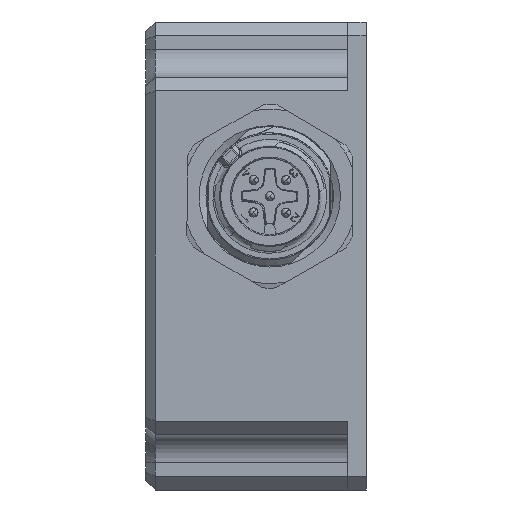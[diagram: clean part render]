
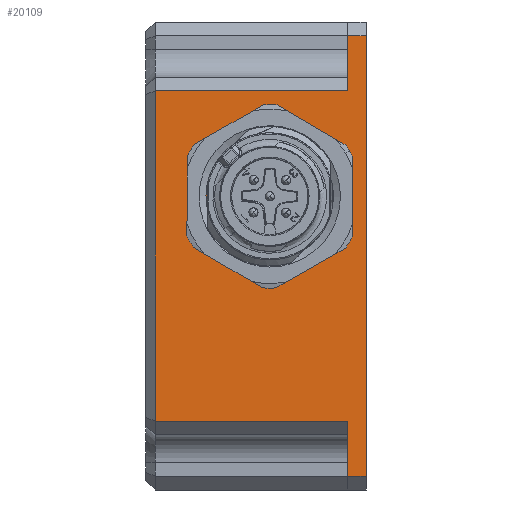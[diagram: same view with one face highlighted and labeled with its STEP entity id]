
A CAD part, left-side view. The second image highlights one B-rep face of the part: STEP entity #20109.
In plain terms, the highlighted face is planar.
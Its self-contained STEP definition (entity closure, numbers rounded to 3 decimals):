
#98 = CARTESIAN_POINT ( 'NONE',  ( -6.52, 27., 2.7 ) ) ;
#234 = VECTOR ( 'NONE', #25053, 1000. ) ;
#305 = VERTEX_POINT ( 'NONE', #23344 ) ;
#633 = VECTOR ( 'NONE', #8354, 1000. ) ;
#900 = ORIENTED_EDGE ( 'NONE', *, *, #13384, .F. ) ;
#950 = VECTOR ( 'NONE', #26373, 1000. ) ;
#1033 = CARTESIAN_POINT ( 'NONE',  ( -21., 27., 21. ) ) ;
#1065 = EDGE_CURVE ( 'NONE', #32150, #11866, #6034, .T. ) ;
#1276 = ORIENTED_EDGE ( 'NONE', *, *, #1453, .T. ) ;
#1453 = EDGE_CURVE ( 'NONE', #2375, #26878, #5615, .T. ) ;
#1709 = CARTESIAN_POINT ( 'NONE',  ( 15., 27., 16. ) ) ;
#1740 = EDGE_CURVE ( 'NONE', #10635, #25066, #21744, .T. ) ;
#1854 = ORIENTED_EDGE ( 'NONE', *, *, #32485, .T. ) ;
#1932 = EDGE_CURVE ( 'NONE', #25955, #18602, #3513, .T. ) ;
#1948 = EDGE_LOOP ( 'NONE', ( #32064, #7321, #33258, #17702, #18514, #10118, #19543, #22981 ) ) ;
#2236 = DIRECTION ( 'NONE',  ( 0., -1., 0. ) ) ;
#2375 = VERTEX_POINT ( 'NONE', #26618 ) ;
#2442 = LINE ( 'NONE', #24449, #9469 ) ;
#2552 = CARTESIAN_POINT ( 'NONE',  ( -13.535, 27., 1.001 ) ) ;
#2736 = DIRECTION ( 'NONE',  ( -1., 0., 0. ) ) ;
#3513 = LINE ( 'NONE', #17139, #23814 ) ;
#3575 = VERTEX_POINT ( 'NONE', #16860 ) ;
#3580 = PLANE ( 'NONE',  #33864 ) ;
#3791 = VECTOR ( 'NONE', #13321, 1000. ) ;
#3982 = EDGE_CURVE ( 'NONE', #5037, #2375, #9603, .T. ) ;
#4957 = CARTESIAN_POINT ( 'NONE',  ( 15., 27., -1. ) ) ;
#4964 = EDGE_CURVE ( 'NONE', #305, #28336, #12951, .T. ) ;
#5037 = VERTEX_POINT ( 'NONE', #11077 ) ;
#5307 = LINE ( 'NONE', #1709, #29363 ) ;
#5615 = LINE ( 'NONE', #25168, #234 ) ;
#5652 = VERTEX_POINT ( 'NONE', #4957 ) ;
#5681 = CARTESIAN_POINT ( 'NONE',  ( 21., 27., -3. ) ) ;
#5712 = VERTEX_POINT ( 'NONE', #34188 ) ;
#5913 = CARTESIAN_POINT ( 'NONE',  ( 22.5, 27., -1. ) ) ;
#6034 = CIRCLE ( 'NONE', #6152, 2. ) ;
#6152 = AXIS2_PLACEMENT_3D ( 'NONE', #18118, #2236, #20742 ) ;
#6632 = EDGE_CURVE ( 'NONE', #305, #5712, #33978, .T. ) ;
#6942 = AXIS2_PLACEMENT_3D ( 'NONE', #14108, #32674, #16777 ) ;
#7321 = ORIENTED_EDGE ( 'NONE', *, *, #26232, .T. ) ;
#7327 = ORIENTED_EDGE ( 'NONE', *, *, #3982, .T. ) ;
#7586 = CARTESIAN_POINT ( 'NONE',  ( -27., 27., -3. ) ) ;
#8354 = DIRECTION ( 'NONE',  ( 0., 0., -1. ) ) ;
#8578 = DIRECTION ( 'NONE',  ( -1., 0., 0. ) ) ;
#9270 = ORIENTED_EDGE ( 'NONE', *, *, #14402, .T. ) ;
#9469 = VECTOR ( 'NONE', #8578, 1000. ) ;
#9603 = LINE ( 'NONE', #1033, #23725 ) ;
#10118 = ORIENTED_EDGE ( 'NONE', *, *, #1065, .T. ) ;
#10236 = DIRECTION ( 'NONE',  ( 0., 0., 1. ) ) ;
#10635 = VERTEX_POINT ( 'NONE', #26423 ) ;
#10744 = DIRECTION ( 'NONE',  ( 0., 0., -1. ) ) ;
#11073 = AXIS2_PLACEMENT_3D ( 'NONE', #98, #18629, #2736 ) ;
#11077 = CARTESIAN_POINT ( 'NONE',  ( -21., 27., -1. ) ) ;
#11820 = CARTESIAN_POINT ( 'NONE',  ( 15., 27., 20. ) ) ;
#11866 = VERTEX_POINT ( 'NONE', #24566 ) ;
#11996 = DIRECTION ( 'NONE',  ( 0., -1., 0. ) ) ;
#12048 = AXIS2_PLACEMENT_3D ( 'NONE', #30121, #14210, #10744 ) ;
#12696 = VERTEX_POINT ( 'NONE', #27873 ) ;
#12951 = CIRCLE ( 'NONE', #12048, 7.65 ) ;
#13321 = DIRECTION ( 'NONE',  ( -1., 0., 0. ) ) ;
#13384 = EDGE_CURVE ( 'NONE', #5037, #12696, #2442, .T. ) ;
#13411 = CARTESIAN_POINT ( 'NONE',  ( -9.5, 27., 7.5 ) ) ;
#13878 = LINE ( 'NONE', #7586, #20079 ) ;
#14108 = CARTESIAN_POINT ( 'NONE',  ( -12.48, 27., 2.7 ) ) ;
#14210 = DIRECTION ( 'NONE',  ( 0., 1., 0. ) ) ;
#14224 = CARTESIAN_POINT ( 'NONE',  ( 22.5, 27., 16. ) ) ;
#14402 = EDGE_CURVE ( 'NONE', #26878, #5652, #5307, .T. ) ;
#14912 = CARTESIAN_POINT ( 'NONE',  ( -6.52, 27., 0.7 ) ) ;
#16074 = DIRECTION ( 'NONE',  ( 0., 0., -1. ) ) ;
#16777 = DIRECTION ( 'NONE',  ( -1., 0., 0. ) ) ;
#16860 = CARTESIAN_POINT ( 'NONE',  ( -27., 27., -3. ) ) ;
#16910 = DIRECTION ( 'NONE',  ( -1., 0., 0. ) ) ;
#17046 = CARTESIAN_POINT ( 'NONE',  ( -5.465, 27., 1.001 ) ) ;
#17139 = CARTESIAN_POINT ( 'NONE',  ( -1.113, 27., 0.7 ) ) ;
#17568 = DIRECTION ( 'NONE',  ( 0., 0., -1. ) ) ;
#17702 = ORIENTED_EDGE ( 'NONE', *, *, #6632, .T. ) ;
#17882 = LINE ( 'NONE', #26666, #3791 ) ;
#18118 = CARTESIAN_POINT ( 'NONE',  ( -12.48, 27., 12.3 ) ) ;
#18514 = ORIENTED_EDGE ( 'NONE', *, *, #29135, .F. ) ;
#18602 = VERTEX_POINT ( 'NONE', #28731 ) ;
#18629 = DIRECTION ( 'NONE',  ( 0., -1., 0. ) ) ;
#19543 = ORIENTED_EDGE ( 'NONE', *, *, #34244, .F. ) ;
#19552 = DIRECTION ( 'NONE',  ( 0., 0., 1. ) ) ;
#19737 = VECTOR ( 'NONE', #21758, 1000. ) ;
#20079 = VECTOR ( 'NONE', #10236, 1000. ) ;
#20109 = ADVANCED_FACE ( 'NONE', ( #31158, #24085 ), #3580, .T. ) ;
#20742 = DIRECTION ( 'NONE',  ( -1., 0., 0. ) ) ;
#21346 = ORIENTED_EDGE ( 'NONE', *, *, #25613, .F. ) ;
#21392 = LINE ( 'NONE', #5913, #19737 ) ;
#21478 = AXIS2_PLACEMENT_3D ( 'NONE', #13411, #31967, #16074 ) ;
#21652 = EDGE_CURVE ( 'NONE', #27039, #18602, #34005, .T. ) ;
#21744 = LINE ( 'NONE', #5681, #633 ) ;
#21758 = DIRECTION ( 'NONE',  ( -1., 0., 0. ) ) ;
#22068 = LINE ( 'NONE', #31832, #950 ) ;
#22108 = ORIENTED_EDGE ( 'NONE', *, *, #1740, .T. ) ;
#22981 = ORIENTED_EDGE ( 'NONE', *, *, #21652, .T. ) ;
#23291 = ORIENTED_EDGE ( 'NONE', *, *, #26592, .T. ) ;
#23344 = CARTESIAN_POINT ( 'NONE',  ( -5.465, 27., 13.999 ) ) ;
#23725 = VECTOR ( 'NONE', #19552, 1000. ) ;
#23814 = VECTOR ( 'NONE', #30352, 1000. ) ;
#23853 = EDGE_LOOP ( 'NONE', ( #7327, #1276, #9270, #21346, #22108, #1854, #23291, #900 ) ) ;
#24085 = FACE_BOUND ( 'NONE', #1948, .T. ) ;
#24449 = CARTESIAN_POINT ( 'NONE',  ( 22.5, 27., -1. ) ) ;
#24566 = CARTESIAN_POINT ( 'NONE',  ( -13.535, 27., 13.999 ) ) ;
#25053 = DIRECTION ( 'NONE',  ( 1., 0., 0. ) ) ;
#25066 = VERTEX_POINT ( 'NONE', #28077 ) ;
#25168 = CARTESIAN_POINT ( 'NONE',  ( 22.5, 27., 20. ) ) ;
#25613 = EDGE_CURVE ( 'NONE', #10635, #5652, #21392, .T. ) ;
#25955 = VERTEX_POINT ( 'NONE', #14912 ) ;
#26232 = EDGE_CURVE ( 'NONE', #25955, #28336, #28435, .T. ) ;
#26373 = DIRECTION ( 'NONE',  ( 1., 0., 0. ) ) ;
#26423 = CARTESIAN_POINT ( 'NONE',  ( 21., 27., -1. ) ) ;
#26592 = EDGE_CURVE ( 'NONE', #3575, #12696, #13878, .T. ) ;
#26618 = CARTESIAN_POINT ( 'NONE',  ( -21., 27., 20. ) ) ;
#26666 = CARTESIAN_POINT ( 'NONE',  ( 22.5, 27., -3. ) ) ;
#26878 = VERTEX_POINT ( 'NONE', #11820 ) ;
#27039 = VERTEX_POINT ( 'NONE', #2552 ) ;
#27873 = CARTESIAN_POINT ( 'NONE',  ( -27., 27., -1. ) ) ;
#27895 = CARTESIAN_POINT ( 'NONE',  ( -6.52, 27., 12.3 ) ) ;
#28077 = CARTESIAN_POINT ( 'NONE',  ( 21., 27., -3. ) ) ;
#28336 = VERTEX_POINT ( 'NONE', #17046 ) ;
#28435 = CIRCLE ( 'NONE', #11073, 2. ) ;
#28731 = CARTESIAN_POINT ( 'NONE',  ( -12.48, 27., 0.7 ) ) ;
#29135 = EDGE_CURVE ( 'NONE', #32150, #5712, #22068, .T. ) ;
#29363 = VECTOR ( 'NONE', #17568, 1000. ) ;
#30121 = CARTESIAN_POINT ( 'NONE',  ( -9.5, 27., 7.5 ) ) ;
#30352 = DIRECTION ( 'NONE',  ( -1., 0., 0. ) ) ;
#30569 = DIRECTION ( 'NONE',  ( -1., 0., 0. ) ) ;
#31158 = FACE_OUTER_BOUND ( 'NONE', #23853, .T. ) ;
#31832 = CARTESIAN_POINT ( 'NONE',  ( -1.113, 27., 14.3 ) ) ;
#31967 = DIRECTION ( 'NONE',  ( 0., 1., 0. ) ) ;
#32064 = ORIENTED_EDGE ( 'NONE', *, *, #1932, .F. ) ;
#32150 = VERTEX_POINT ( 'NONE', #34228 ) ;
#32313 = CIRCLE ( 'NONE', #21478, 7.65 ) ;
#32485 = EDGE_CURVE ( 'NONE', #25066, #3575, #17882, .T. ) ;
#32674 = DIRECTION ( 'NONE',  ( 0., -1., 0. ) ) ;
#32786 = DIRECTION ( 'NONE',  ( 0., 1., 0. ) ) ;
#33258 = ORIENTED_EDGE ( 'NONE', *, *, #4964, .F. ) ;
#33358 = AXIS2_PLACEMENT_3D ( 'NONE', #27895, #11996, #30569 ) ;
#33864 = AXIS2_PLACEMENT_3D ( 'NONE', #14224, #32786, #16910 ) ;
#33978 = CIRCLE ( 'NONE', #33358, 2. ) ;
#34005 = CIRCLE ( 'NONE', #6942, 2. ) ;
#34188 = CARTESIAN_POINT ( 'NONE',  ( -6.52, 27., 14.3 ) ) ;
#34228 = CARTESIAN_POINT ( 'NONE',  ( -12.48, 27., 14.3 ) ) ;
#34244 = EDGE_CURVE ( 'NONE', #27039, #11866, #32313, .T. ) ;
